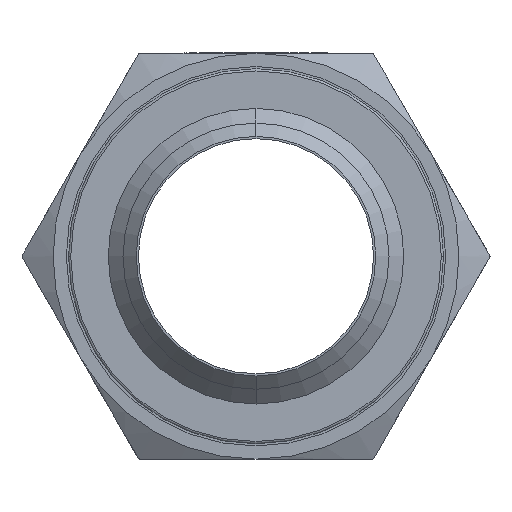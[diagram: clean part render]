
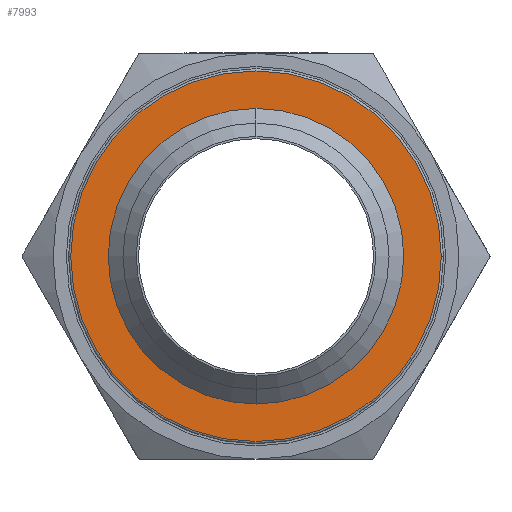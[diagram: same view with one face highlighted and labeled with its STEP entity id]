
A CAD part, left-side view. The second image highlights one B-rep face of the part: STEP entity #7993.
In plain terms, the highlighted planar face has unit normal (-1, 0, 0).
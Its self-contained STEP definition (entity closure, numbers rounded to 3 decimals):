
#221 = EDGE_CURVE ( 'NONE', #2580, #4265, #13368, .T. ) ;
#610 = EDGE_CURVE ( 'NONE', #4653, #6237, #12616, .T. ) ;
#714 = CARTESIAN_POINT ( 'NONE',  ( -13.2, 0., 33.5 ) ) ;
#1258 = DIRECTION ( 'NONE',  ( -1., 0., 0. ) ) ;
#1697 = EDGE_LOOP ( 'NONE', ( #1955, #5956 ) ) ;
#1955 = ORIENTED_EDGE ( 'NONE', *, *, #610, .F. ) ;
#2213 = DIRECTION ( 'NONE',  ( 1., 0., 0. ) ) ;
#2233 = FACE_OUTER_BOUND ( 'NONE', #1697, .T. ) ;
#2580 = VERTEX_POINT ( 'NONE', #714 ) ;
#2751 = EDGE_CURVE ( 'NONE', #6237, #4653, #10522, .T. ) ;
#2887 = AXIS2_PLACEMENT_3D ( 'NONE', #9369, #2213, #8006 ) ;
#4265 = VERTEX_POINT ( 'NONE', #4968 ) ;
#4469 = EDGE_CURVE ( 'NONE', #4265, #2580, #7912, .T. ) ;
#4653 = VERTEX_POINT ( 'NONE', #5901 ) ;
#4887 = DIRECTION ( 'NONE',  ( 1., 0., 0. ) ) ;
#4968 = CARTESIAN_POINT ( 'NONE',  ( -13.2, 0., -33.5 ) ) ;
#5733 = PLANE ( 'NONE',  #2887 ) ;
#5901 = CARTESIAN_POINT ( 'NONE',  ( -13.2, -42., 0. ) ) ;
#5956 = ORIENTED_EDGE ( 'NONE', *, *, #2751, .F. ) ;
#6237 = VERTEX_POINT ( 'NONE', #8347 ) ;
#7081 = CARTESIAN_POINT ( 'NONE',  ( -13.2, 0., 0. ) ) ;
#7485 = CARTESIAN_POINT ( 'NONE',  ( -13.2, 0., 0. ) ) ;
#7804 = FACE_BOUND ( 'NONE', #12944, .T. ) ;
#7912 = CIRCLE ( 'NONE', #10802, 33.5 ) ;
#7993 = ADVANCED_FACE ( 'NONE', ( #7804, #2233 ), #5733, .F. ) ;
#8006 = DIRECTION ( 'NONE',  ( 0., 1., 0. ) ) ;
#8347 = CARTESIAN_POINT ( 'NONE',  ( -13.2, 42., 0. ) ) ;
#8479 = DIRECTION ( 'NONE',  ( 0., 0., 1. ) ) ;
#8510 = AXIS2_PLACEMENT_3D ( 'NONE', #11919, #4887, #11772 ) ;
#9369 = CARTESIAN_POINT ( 'NONE',  ( -13.2, 0., 42.5 ) ) ;
#9674 = DIRECTION ( 'NONE',  ( -1., 0., 0. ) ) ;
#10522 = CIRCLE ( 'NONE', #8510, 42. ) ;
#10802 = AXIS2_PLACEMENT_3D ( 'NONE', #7485, #9674, #10871 ) ;
#10871 = DIRECTION ( 'NONE',  ( 0., 0., 1. ) ) ;
#11772 = DIRECTION ( 'NONE',  ( 0., 0., -1. ) ) ;
#11867 = CARTESIAN_POINT ( 'NONE',  ( -13.2, 0., 0. ) ) ;
#11919 = CARTESIAN_POINT ( 'NONE',  ( -13.2, 0., 0. ) ) ;
#12417 = AXIS2_PLACEMENT_3D ( 'NONE', #7081, #13063, #14282 ) ;
#12616 = CIRCLE ( 'NONE', #12417, 42. ) ;
#12944 = EDGE_LOOP ( 'NONE', ( #13212, #13488 ) ) ;
#13063 = DIRECTION ( 'NONE',  ( 1., 0., 0. ) ) ;
#13212 = ORIENTED_EDGE ( 'NONE', *, *, #221, .F. ) ;
#13368 = CIRCLE ( 'NONE', #14806, 33.5 ) ;
#13488 = ORIENTED_EDGE ( 'NONE', *, *, #4469, .F. ) ;
#14282 = DIRECTION ( 'NONE',  ( 0., 0., -1. ) ) ;
#14806 = AXIS2_PLACEMENT_3D ( 'NONE', #11867, #1258, #8479 ) ;
